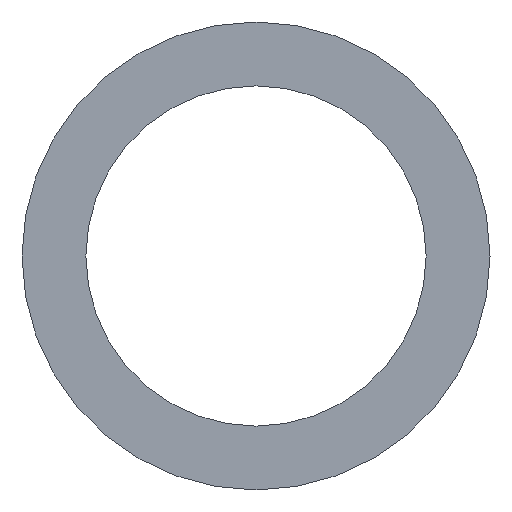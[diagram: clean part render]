
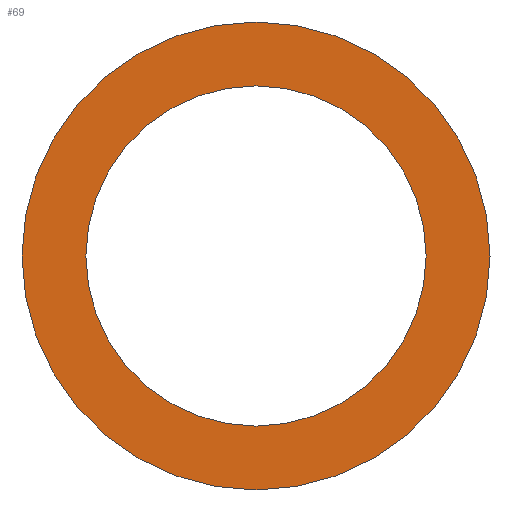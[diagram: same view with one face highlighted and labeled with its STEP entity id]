
A CAD part, left-side view. The second image highlights one B-rep face of the part: STEP entity #69.
In plain terms, the highlighted planar face has unit normal (-1, 0, 0).
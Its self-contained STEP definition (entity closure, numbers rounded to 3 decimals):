
#51 = EDGE_CURVE( '', #65, #53, #121, .T. );
#53 = VERTEX_POINT( '', #123 );
#55 = EDGE_CURVE( '', #103, #87, #125, .T. );
#65 = VERTEX_POINT( '', #136 );
#69 = ADVANCED_FACE( '', ( #140, #141 ), #142, .F. );
#87 = VERTEX_POINT( '', #162 );
#97 = EDGE_CURVE( '', #87, #103, #175, .T. );
#101 = EDGE_CURVE( '', #53, #65, #179, .T. );
#103 = VERTEX_POINT( '', #181 );
#121 = CIRCLE( '', #190, 22.9 );
#123 = CARTESIAN_POINT( '', ( 0., 0., 22.9 ) );
#125 = CIRCLE( '', #195, 31.5 );
#136 = CARTESIAN_POINT( '', ( 0., 0., -22.9 ) );
#140 = FACE_OUTER_BOUND( '', #214, .T. );
#141 = FACE_BOUND( '', #215, .T. );
#142 = PLANE( '', #216 );
#162 = CARTESIAN_POINT( '', ( 0., 0., 31.5 ) );
#175 = CIRCLE( '', #256, 31.5 );
#179 = CIRCLE( '', #262, 22.9 );
#181 = CARTESIAN_POINT( '', ( 0., 0., -31.5 ) );
#190 = AXIS2_PLACEMENT_3D( '', #266, #267, #268 );
#195 = AXIS2_PLACEMENT_3D( '', #269, #270, #271 );
#214 = EDGE_LOOP( '', ( #288, #289 ) );
#215 = EDGE_LOOP( '', ( #290, #291 ) );
#216 = AXIS2_PLACEMENT_3D( '', #292, #293, #294 );
#256 = AXIS2_PLACEMENT_3D( '', #334, #335, #336 );
#262 = AXIS2_PLACEMENT_3D( '', #340, #341, #342 );
#266 = CARTESIAN_POINT( '', ( 0., 0., 0. ) );
#267 = DIRECTION( '', ( 1., 0., 0. ) );
#268 = DIRECTION( '', ( 0., 0., -1. ) );
#269 = CARTESIAN_POINT( '', ( 0., 0., 0. ) );
#270 = DIRECTION( '', ( 1., 0., 0. ) );
#271 = DIRECTION( '', ( 0., 0., -1. ) );
#288 = ORIENTED_EDGE( '', *, *, #55, .F. );
#289 = ORIENTED_EDGE( '', *, *, #97, .F. );
#290 = ORIENTED_EDGE( '', *, *, #51, .T. );
#291 = ORIENTED_EDGE( '', *, *, #101, .T. );
#292 = CARTESIAN_POINT( '', ( 0., 0., 0. ) );
#293 = DIRECTION( '', ( 1., 0., 0. ) );
#294 = DIRECTION( '', ( 0., 0., -1. ) );
#334 = CARTESIAN_POINT( '', ( 0., 0., 0. ) );
#335 = DIRECTION( '', ( 1., 0., 0. ) );
#336 = DIRECTION( '', ( 0., 0., -1. ) );
#340 = CARTESIAN_POINT( '', ( 0., 0., 0. ) );
#341 = DIRECTION( '', ( 1., 0., 0. ) );
#342 = DIRECTION( '', ( 0., 0., -1. ) );
